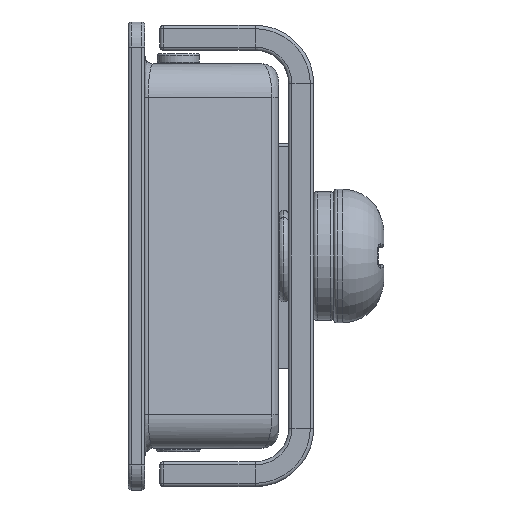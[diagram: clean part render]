
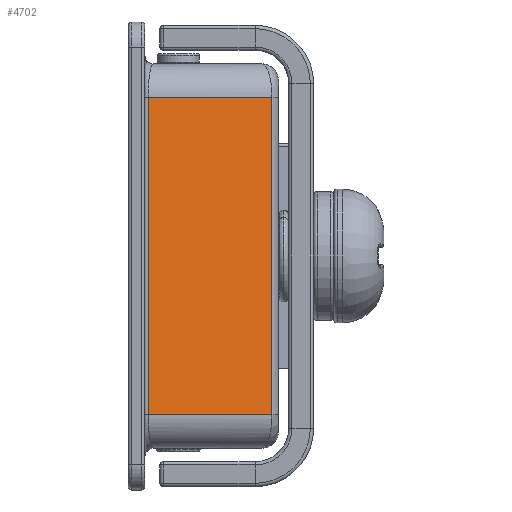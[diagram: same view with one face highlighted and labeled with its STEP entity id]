
A CAD part, left-side view. The second image highlights one B-rep face of the part: STEP entity #4702.
In plain terms, the highlighted planar face has unit normal (-0.8, -0.6, 0).
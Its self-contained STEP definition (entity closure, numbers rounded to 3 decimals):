
#4702 = ADVANCED_FACE ( 'NONE', ( #22089 ), #22084, .F. ) ;
#4703 = ORIENTED_EDGE ( 'NONE', *, *, #4705, .T. ) ;
#4704 = ORIENTED_EDGE ( 'NONE', *, *, #4788, .T. ) ;
#4705 = EDGE_CURVE ( 'NONE', #4722, #4723, #22077, .T. ) ;
#4707 = VERTEX_POINT ( 'NONE', #22052 ) ;
#4708 = EDGE_CURVE ( 'NONE', #4723, #4707, #22072, .T. ) ;
#4710 = EDGE_CURVE ( 'NONE', #4707, #4717, #22063, .T. ) ;
#4717 = VERTEX_POINT ( 'NONE', #22110 ) ;
#4718 = EDGE_LOOP ( 'NONE', ( #4704, #4703, #4727, #4775 ) ) ;
#4722 = VERTEX_POINT ( 'NONE', #22102 ) ;
#4723 = VERTEX_POINT ( 'NONE', #22101 ) ;
#4727 = ORIENTED_EDGE ( 'NONE', *, *, #4708, .T. ) ;
#4775 = ORIENTED_EDGE ( 'NONE', *, *, #4710, .T. ) ;
#4788 = EDGE_CURVE ( 'NONE', #4717, #4722, #22234, .T. ) ;
#22052 = CARTESIAN_POINT ( 'NONE',  ( -13.3, -4.1, -9.5 ) ) ;
#22061 = DIRECTION ( 'NONE',  ( 0., 0., 1. ) ) ;
#22062 = CARTESIAN_POINT ( 'NONE',  ( -13.3, -4.1, 9.5 ) ) ;
#22063 = LINE ( 'NONE', #22062, #22119 ) ;
#22066 = DIRECTION ( 'NONE',  ( 0.6, -0.8, 0. ) ) ;
#22067 = VECTOR ( 'NONE', #22066, 1000. ) ;
#22068 = CARTESIAN_POINT ( 'NONE',  ( -13., -4.5, -9.5 ) ) ;
#22069 = DIRECTION ( 'NONE',  ( 0., 0., -1. ) ) ;
#22070 = VECTOR ( 'NONE', #22069, 1000. ) ;
#22072 = LINE ( 'NONE', #22068, #22067 ) ;
#22074 = DIRECTION ( 'NONE',  ( -0.6, 0.8, 0. ) ) ;
#22075 = DIRECTION ( 'NONE',  ( 0.8, 0.6, 0. ) ) ;
#22076 = CARTESIAN_POINT ( 'NONE',  ( -18.85, 3.3, -11.5 ) ) ;
#22077 = LINE ( 'NONE', #22076, #22070 ) ;
#22082 = CARTESIAN_POINT ( 'NONE',  ( -19., 3.5, -11.5 ) ) ;
#22083 = AXIS2_PLACEMENT_3D ( 'NONE', #22082, #22075, #22074 ) ;
#22084 = PLANE ( 'NONE',  #22083 ) ;
#22089 = FACE_OUTER_BOUND ( 'NONE', #4718, .T. ) ;
#22101 = CARTESIAN_POINT ( 'NONE',  ( -18.85, 3.3, -9.5 ) ) ;
#22102 = CARTESIAN_POINT ( 'NONE',  ( -18.85, 3.3, 9.5 ) ) ;
#22110 = CARTESIAN_POINT ( 'NONE',  ( -13.3, -4.1, 9.5 ) ) ;
#22119 = VECTOR ( 'NONE', #22061, 1000. ) ;
#22231 = DIRECTION ( 'NONE',  ( -0.6, 0.8, 0. ) ) ;
#22232 = VECTOR ( 'NONE', #22231, 1000. ) ;
#22233 = CARTESIAN_POINT ( 'NONE',  ( -19., 3.5, 9.5 ) ) ;
#22234 = LINE ( 'NONE', #22233, #22232 ) ;
